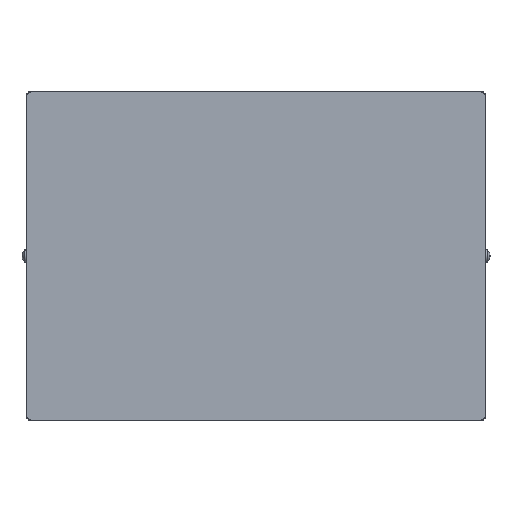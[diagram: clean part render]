
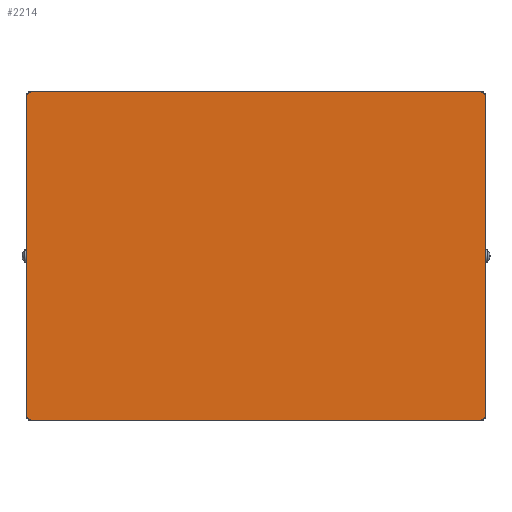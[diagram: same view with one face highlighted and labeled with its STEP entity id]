
A CAD part, top view. The second image highlights one B-rep face of the part: STEP entity #2214.
In plain terms, the highlighted planar face has unit normal (0, 0, 1).
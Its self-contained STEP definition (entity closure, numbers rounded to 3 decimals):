
#120=CARTESIAN_POINT('Vertex',(157.4,-115.,30.)) ;
#125=CARTESIAN_POINT('Line Origine',(0.,-115.,30.)) ;
#129=CARTESIAN_POINT('Vertex',(-157.4,-115.,30.)) ;
#375=CARTESIAN_POINT('Vertex',(-157.4,-114.2,30.)) ;
#385=CARTESIAN_POINT('Line Origine',(-157.4,-114.2,30.)) ;
#409=CARTESIAN_POINT('Vertex',(157.4,-114.2,30.)) ;
#412=CARTESIAN_POINT('Line Origine',(157.4,-114.2,30.)) ;
#880=CARTESIAN_POINT('Vertex',(159.2,-112.4,30.)) ;
#896=CARTESIAN_POINT('Vertex',(160.,-112.4,30.)) ;
#899=CARTESIAN_POINT('Line Origine',(159.2,-112.4,30.)) ;
#917=CARTESIAN_POINT('Line Origine',(160.,0.,30.)) ;
#921=CARTESIAN_POINT('Vertex',(160.,112.4,30.)) ;
#1070=CARTESIAN_POINT('Line Origine',(-160.,0.,30.)) ;
#1074=CARTESIAN_POINT('Vertex',(-160.,112.4,30.)) ;
#1076=CARTESIAN_POINT('Vertex',(-160.,-112.4,30.)) ;
#1142=CARTESIAN_POINT('Vertex',(-159.2,-112.4,30.)) ;
#1145=CARTESIAN_POINT('Line Origine',(-159.2,-112.4,30.)) ;
#1174=CARTESIAN_POINT('Vertex',(159.2,112.4,30.)) ;
#1177=CARTESIAN_POINT('Line Origine',(159.2,112.4,30.)) ;
#1200=CARTESIAN_POINT('Line Origine',(0.,115.,30.)) ;
#1204=CARTESIAN_POINT('Vertex',(-157.4,115.,30.)) ;
#1206=CARTESIAN_POINT('Vertex',(157.4,115.,30.)) ;
#1384=CARTESIAN_POINT('Vertex',(-159.2,112.4,30.)) ;
#1394=CARTESIAN_POINT('Line Origine',(-159.2,112.4,30.)) ;
#1418=CARTESIAN_POINT('Vertex',(-157.4,114.2,30.)) ;
#1421=CARTESIAN_POINT('Line Origine',(-157.4,114.2,30.)) ;
#1448=CARTESIAN_POINT('Vertex',(157.4,114.2,30.)) ;
#1458=CARTESIAN_POINT('Line Origine',(157.4,114.2,30.)) ;
#1812=CARTESIAN_POINT('Vertex',(158.4,-114.2,30.)) ;
#1815=CARTESIAN_POINT('Line Origine',(157.9,-114.2,30.)) ;
#1827=CARTESIAN_POINT('Line Origine',(-157.9,-114.2,30.)) ;
#1831=CARTESIAN_POINT('Vertex',(-158.4,-114.2,30.)) ;
#1855=CARTESIAN_POINT('Vertex',(-159.2,-113.4,30.)) ;
#1858=CARTESIAN_POINT('Line Origine',(-159.2,-112.9,30.)) ;
#1870=CARTESIAN_POINT('Line Origine',(-159.2,112.9,30.)) ;
#1874=CARTESIAN_POINT('Vertex',(-159.2,113.4,30.)) ;
#1898=CARTESIAN_POINT('Vertex',(-158.4,114.2,30.)) ;
#1901=CARTESIAN_POINT('Line Origine',(-157.9,114.2,30.)) ;
#1913=CARTESIAN_POINT('Line Origine',(157.9,114.2,30.)) ;
#1917=CARTESIAN_POINT('Vertex',(158.4,114.2,30.)) ;
#1941=CARTESIAN_POINT('Vertex',(159.2,113.4,30.)) ;
#1944=CARTESIAN_POINT('Line Origine',(159.2,112.9,30.)) ;
#1956=CARTESIAN_POINT('Line Origine',(159.2,-112.9,30.)) ;
#1960=CARTESIAN_POINT('Vertex',(159.2,-113.4,30.)) ;
#2020=CARTESIAN_POINT('Vertex',(158.4,113.4,30.)) ;
#2023=CARTESIAN_POINT('Line Origine',(158.8,113.4,30.)) ;
#2043=CARTESIAN_POINT('Line Origine',(158.4,113.8,30.)) ;
#2063=CARTESIAN_POINT('Line Origine',(-158.4,113.8,30.)) ;
#2067=CARTESIAN_POINT('Vertex',(-158.4,113.4,30.)) ;
#2085=CARTESIAN_POINT('Line Origine',(-158.8,113.4,30.)) ;
#2105=CARTESIAN_POINT('Line Origine',(-158.8,-113.4,30.)) ;
#2109=CARTESIAN_POINT('Vertex',(-158.4,-113.4,30.)) ;
#2127=CARTESIAN_POINT('Line Origine',(-158.4,-113.8,30.)) ;
#2146=CARTESIAN_POINT('Vertex',(158.4,-113.4,30.)) ;
#2149=CARTESIAN_POINT('Line Origine',(158.4,-113.8,30.)) ;
#2164=CARTESIAN_POINT('Line Origine',(158.8,-113.4,30.)) ;
#2179=CARTESIAN_POINT('Axis2P3D Location',(-160.,0.,30.)) ;
#127=VECTOR('Line Direction',#126,1.) ;
#387=VECTOR('Line Direction',#386,1.) ;
#414=VECTOR('Line Direction',#413,1.) ;
#901=VECTOR('Line Direction',#900,1.) ;
#919=VECTOR('Line Direction',#918,1.) ;
#1072=VECTOR('Line Direction',#1071,1.) ;
#1147=VECTOR('Line Direction',#1146,1.) ;
#1179=VECTOR('Line Direction',#1178,1.) ;
#1202=VECTOR('Line Direction',#1201,1.) ;
#1396=VECTOR('Line Direction',#1395,1.) ;
#1423=VECTOR('Line Direction',#1422,1.) ;
#1460=VECTOR('Line Direction',#1459,1.) ;
#1817=VECTOR('Line Direction',#1816,1.) ;
#1829=VECTOR('Line Direction',#1828,1.) ;
#1860=VECTOR('Line Direction',#1859,1.) ;
#1872=VECTOR('Line Direction',#1871,1.) ;
#1903=VECTOR('Line Direction',#1902,1.) ;
#1915=VECTOR('Line Direction',#1914,1.) ;
#1946=VECTOR('Line Direction',#1945,1.) ;
#1958=VECTOR('Line Direction',#1957,1.) ;
#2025=VECTOR('Line Direction',#2024,1.) ;
#2045=VECTOR('Line Direction',#2044,1.) ;
#2065=VECTOR('Line Direction',#2064,1.) ;
#2087=VECTOR('Line Direction',#2086,1.) ;
#2107=VECTOR('Line Direction',#2106,1.) ;
#2129=VECTOR('Line Direction',#2128,1.) ;
#2151=VECTOR('Line Direction',#2150,1.) ;
#2166=VECTOR('Line Direction',#2165,1.) ;
#126=DIRECTION('Vector Direction',(1.,0.,0.)) ;
#386=DIRECTION('Vector Direction',(0.,-1.,0.)) ;
#413=DIRECTION('Vector Direction',(0.,-1.,0.)) ;
#900=DIRECTION('Vector Direction',(1.,0.,0.)) ;
#918=DIRECTION('Vector Direction',(0.,-1.,0.)) ;
#1071=DIRECTION('Vector Direction',(0.,-1.,0.)) ;
#1146=DIRECTION('Vector Direction',(1.,0.,0.)) ;
#1178=DIRECTION('Vector Direction',(1.,0.,0.)) ;
#1201=DIRECTION('Vector Direction',(1.,0.,0.)) ;
#1395=DIRECTION('Vector Direction',(1.,0.,0.)) ;
#1422=DIRECTION('Vector Direction',(0.,-1.,0.)) ;
#1459=DIRECTION('Vector Direction',(0.,-1.,0.)) ;
#1816=DIRECTION('Vector Direction',(-1.,0.,0.)) ;
#1828=DIRECTION('Vector Direction',(-1.,0.,0.)) ;
#1859=DIRECTION('Vector Direction',(0.,1.,0.)) ;
#1871=DIRECTION('Vector Direction',(0.,1.,0.)) ;
#1902=DIRECTION('Vector Direction',(-1.,0.,0.)) ;
#1914=DIRECTION('Vector Direction',(-1.,0.,0.)) ;
#1945=DIRECTION('Vector Direction',(0.,1.,0.)) ;
#1957=DIRECTION('Vector Direction',(0.,1.,0.)) ;
#2024=DIRECTION('Vector Direction',(1.,0.,0.)) ;
#2044=DIRECTION('Vector Direction',(0.,1.,0.)) ;
#2064=DIRECTION('Vector Direction',(0.,1.,0.)) ;
#2086=DIRECTION('Vector Direction',(1.,0.,0.)) ;
#2106=DIRECTION('Vector Direction',(-1.,0.,0.)) ;
#2128=DIRECTION('Vector Direction',(0.,1.,0.)) ;
#2150=DIRECTION('Vector Direction',(0.,1.,0.)) ;
#2165=DIRECTION('Vector Direction',(-1.,0.,0.)) ;
#2180=DIRECTION('Axis2P3D Direction',(0.,0.,-1.)) ;
#2181=DIRECTION('Axis2P3D XDirection',(1.,0.,0.)) ;
#2182=AXIS2_PLACEMENT_3D('Plane Axis2P3D',#2179,#2180,#2181) ;
#128=LINE('Line',#125,#127) ;
#388=LINE('Line',#385,#387) ;
#415=LINE('Line',#412,#414) ;
#902=LINE('Line',#899,#901) ;
#920=LINE('Line',#917,#919) ;
#1073=LINE('Line',#1070,#1072) ;
#1148=LINE('Line',#1145,#1147) ;
#1180=LINE('Line',#1177,#1179) ;
#1203=LINE('Line',#1200,#1202) ;
#1397=LINE('Line',#1394,#1396) ;
#1424=LINE('Line',#1421,#1423) ;
#1461=LINE('Line',#1458,#1460) ;
#1818=LINE('Line',#1815,#1817) ;
#1830=LINE('Line',#1827,#1829) ;
#1861=LINE('Line',#1858,#1860) ;
#1873=LINE('Line',#1870,#1872) ;
#1904=LINE('Line',#1901,#1903) ;
#1916=LINE('Line',#1913,#1915) ;
#1947=LINE('Line',#1944,#1946) ;
#1959=LINE('Line',#1956,#1958) ;
#2026=LINE('Line',#2023,#2025) ;
#2046=LINE('Line',#2043,#2045) ;
#2066=LINE('Line',#2063,#2065) ;
#2088=LINE('Line',#2085,#2087) ;
#2108=LINE('Line',#2105,#2107) ;
#2130=LINE('Line',#2127,#2129) ;
#2152=LINE('Line',#2149,#2151) ;
#2167=LINE('Line',#2164,#2166) ;
#2183=PLANE('',#2182) ;
#131=EDGE_CURVE('',#130,#121,#128,.T.) ;
#389=EDGE_CURVE('',#130,#376,#388,.F.) ;
#416=EDGE_CURVE('',#121,#410,#415,.F.) ;
#903=EDGE_CURVE('',#897,#881,#902,.F.) ;
#923=EDGE_CURVE('',#922,#897,#920,.T.) ;
#1078=EDGE_CURVE('',#1075,#1077,#1073,.T.) ;
#1149=EDGE_CURVE('',#1077,#1143,#1148,.T.) ;
#1181=EDGE_CURVE('',#922,#1175,#1180,.F.) ;
#1208=EDGE_CURVE('',#1205,#1207,#1203,.T.) ;
#1398=EDGE_CURVE('',#1075,#1385,#1397,.T.) ;
#1425=EDGE_CURVE('',#1205,#1419,#1424,.T.) ;
#1462=EDGE_CURVE('',#1207,#1449,#1461,.T.) ;
#1819=EDGE_CURVE('',#1813,#410,#1818,.T.) ;
#1833=EDGE_CURVE('',#376,#1832,#1830,.T.) ;
#1862=EDGE_CURVE('',#1856,#1143,#1861,.T.) ;
#1876=EDGE_CURVE('',#1385,#1875,#1873,.T.) ;
#1905=EDGE_CURVE('',#1419,#1899,#1904,.T.) ;
#1919=EDGE_CURVE('',#1918,#1449,#1916,.T.) ;
#1948=EDGE_CURVE('',#1175,#1942,#1947,.T.) ;
#1962=EDGE_CURVE('',#1961,#881,#1959,.T.) ;
#2027=EDGE_CURVE('',#2021,#1942,#2026,.T.) ;
#2047=EDGE_CURVE('',#2021,#1918,#2046,.T.) ;
#2069=EDGE_CURVE('',#2068,#1899,#2066,.T.) ;
#2089=EDGE_CURVE('',#1875,#2068,#2088,.T.) ;
#2111=EDGE_CURVE('',#2110,#1856,#2108,.T.) ;
#2131=EDGE_CURVE('',#1832,#2110,#2130,.T.) ;
#2153=EDGE_CURVE('',#1813,#2147,#2152,.T.) ;
#2168=EDGE_CURVE('',#1961,#2147,#2167,.T.) ;
#2185=ORIENTED_EDGE('',*,*,#1425,.T.) ;
#2186=ORIENTED_EDGE('',*,*,#1905,.T.) ;
#2187=ORIENTED_EDGE('',*,*,#2069,.F.) ;
#2188=ORIENTED_EDGE('',*,*,#2089,.F.) ;
#2189=ORIENTED_EDGE('',*,*,#1876,.F.) ;
#2190=ORIENTED_EDGE('',*,*,#1398,.F.) ;
#2191=ORIENTED_EDGE('',*,*,#1078,.T.) ;
#2192=ORIENTED_EDGE('',*,*,#1149,.T.) ;
#2193=ORIENTED_EDGE('',*,*,#1862,.F.) ;
#2194=ORIENTED_EDGE('',*,*,#2111,.F.) ;
#2195=ORIENTED_EDGE('',*,*,#2131,.F.) ;
#2196=ORIENTED_EDGE('',*,*,#1833,.F.) ;
#2197=ORIENTED_EDGE('',*,*,#389,.F.) ;
#2198=ORIENTED_EDGE('',*,*,#131,.T.) ;
#2199=ORIENTED_EDGE('',*,*,#416,.T.) ;
#2200=ORIENTED_EDGE('',*,*,#1819,.F.) ;
#2201=ORIENTED_EDGE('',*,*,#2153,.T.) ;
#2202=ORIENTED_EDGE('',*,*,#2168,.F.) ;
#2203=ORIENTED_EDGE('',*,*,#1962,.T.) ;
#2204=ORIENTED_EDGE('',*,*,#903,.F.) ;
#2205=ORIENTED_EDGE('',*,*,#923,.F.) ;
#2206=ORIENTED_EDGE('',*,*,#1181,.T.) ;
#2207=ORIENTED_EDGE('',*,*,#1948,.T.) ;
#2208=ORIENTED_EDGE('',*,*,#2027,.F.) ;
#2209=ORIENTED_EDGE('',*,*,#2047,.T.) ;
#2210=ORIENTED_EDGE('',*,*,#1919,.T.) ;
#2211=ORIENTED_EDGE('',*,*,#1462,.F.) ;
#2212=ORIENTED_EDGE('',*,*,#1208,.F.) ;
#2184=EDGE_LOOP('',(#2185,#2186,#2187,#2188,#2189,#2190,#2191,#2192,#2193,#2194,#2195,#2196,#2197,#2198,#2199,#2200,#2201,#2202,#2203,#2204,#2205,#2206,#2207,#2208,#2209,#2210,#2211,#2212)) ;
#121=VERTEX_POINT('',#120) ;
#130=VERTEX_POINT('',#129) ;
#376=VERTEX_POINT('',#375) ;
#410=VERTEX_POINT('',#409) ;
#881=VERTEX_POINT('',#880) ;
#897=VERTEX_POINT('',#896) ;
#922=VERTEX_POINT('',#921) ;
#1075=VERTEX_POINT('',#1074) ;
#1077=VERTEX_POINT('',#1076) ;
#1143=VERTEX_POINT('',#1142) ;
#1175=VERTEX_POINT('',#1174) ;
#1205=VERTEX_POINT('',#1204) ;
#1207=VERTEX_POINT('',#1206) ;
#1385=VERTEX_POINT('',#1384) ;
#1419=VERTEX_POINT('',#1418) ;
#1449=VERTEX_POINT('',#1448) ;
#1813=VERTEX_POINT('',#1812) ;
#1832=VERTEX_POINT('',#1831) ;
#1856=VERTEX_POINT('',#1855) ;
#1875=VERTEX_POINT('',#1874) ;
#1899=VERTEX_POINT('',#1898) ;
#1918=VERTEX_POINT('',#1917) ;
#1942=VERTEX_POINT('',#1941) ;
#1961=VERTEX_POINT('',#1960) ;
#2021=VERTEX_POINT('',#2020) ;
#2068=VERTEX_POINT('',#2067) ;
#2110=VERTEX_POINT('',#2109) ;
#2147=VERTEX_POINT('',#2146) ;
#2214=ADVANCED_FACE('PartBody',(#2213),#2183,.F.) ;
#2213=FACE_OUTER_BOUND('',#2184,.T.) ;
